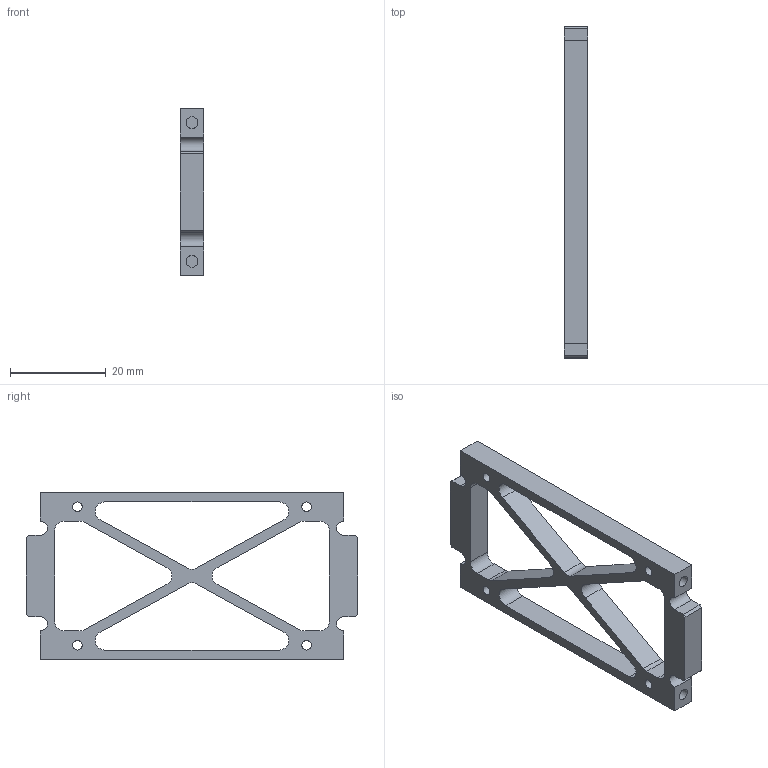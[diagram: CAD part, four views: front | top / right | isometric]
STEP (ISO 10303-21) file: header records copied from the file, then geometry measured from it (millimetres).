
FILE_DESCRIPTION(/* description */ (''),/* implementation_level */ '2;1');
FILE_NAME(/* name */ 'LegLinkBraceFrame.stp',/* time_stamp */ '2024-04-11T15:18:06+09:00',/* author */ ('Masato Kubotera'),/* organization */ (''),/* preprocessor_version */ 'ST-DEVELOPER v20',/* originating_system */ 'Autodesk Inventor 2024',/* authorisation */ '');
FILE_SCHEMA (('AUTOMOTIVE_DESIGN { 1 0 10303 214 3 1 1 }'));
Length unit declared in the file: millimetre
Products named in the file (1): LegLinkBraceFrame
Bounding box: 5 x 69.5 x 35 mm (x, y, z)
Volume: 4150.4 mm3; surface area: 4774.1 mm2
Topology: 1 solids, 1 shells, 66 faces, 180 edges, 120 vertices
Faces by surface type: plane 38, cylinder 28
Full cylindrical faces by diameter (mm): 2 x4, 2.459 x4
Entity records: 2175 total; most frequent: DIRECTION 370, CARTESIAN_POINT 367, ORIENTED_EDGE 360, EDGE_CURVE 180, LINE 124, VECTOR 124, AXIS2_PLACEMENT_3D 123, VERTEX_POINT 120
